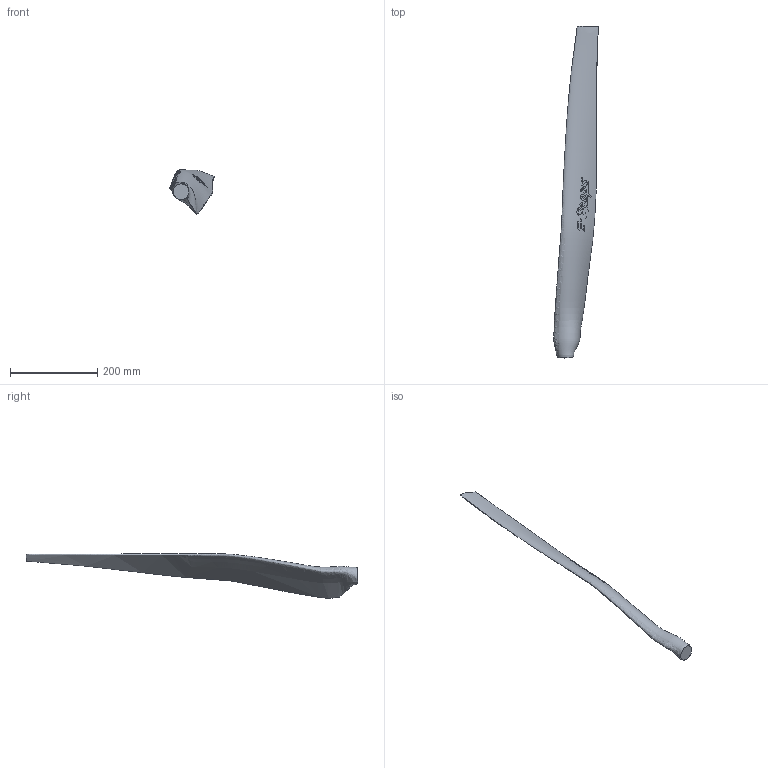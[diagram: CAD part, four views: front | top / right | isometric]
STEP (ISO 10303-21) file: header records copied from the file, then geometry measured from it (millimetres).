
FILE_DESCRIPTION(('FreeCAD Model'),'2;1');
FILE_NAME('Open CASCADE Shape Model','2025-01-23T17:31:17',('Author'),( ''),'Open CASCADE STEP processor 7.6','FreeCAD','Unknown');
FILE_SCHEMA(('AUTOMOTIVE_DESIGN { 1 0 10303 214 1 1 1 1 }'));
Products named in the file (1): U372_FALSE
Bounding box: 102.89 x 761.63 x 102.19 mm (x, y, z)
Volume: 670693.2 mm3; surface area: 133954.5 mm2
Topology: 1 solids, 1 shells, 268 faces, 783 edges, 523 vertices
Faces by surface type: cylinder 172, plane 88, bspline 8
Entity records: 203609 total; most frequent: CARTESIAN_POINT 191032, B_SPLINE_CURVE_WITH_KNOTS 1593, ORIENTED_EDGE 1566, PCURVE 1566, DEFINITIONAL_REPRESENTATION 1566, DIRECTION 1278, EDGE_CURVE 783, SURFACE_CURVE 783
